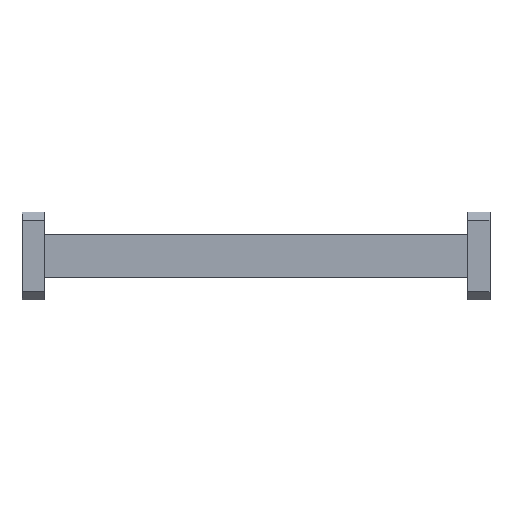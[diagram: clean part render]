
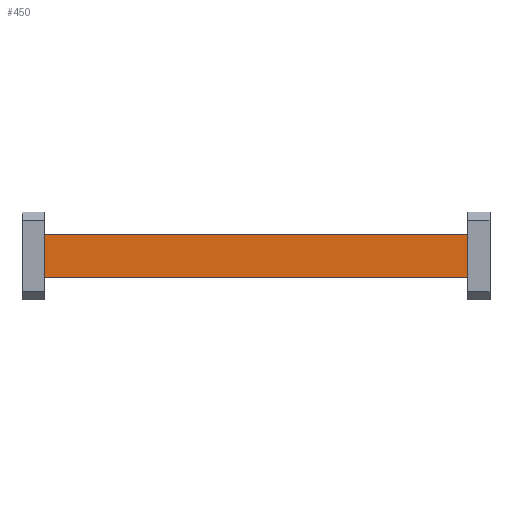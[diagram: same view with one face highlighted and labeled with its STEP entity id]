
A CAD part, front view. The second image highlights one B-rep face of the part: STEP entity #450.
In plain terms, the highlighted planar face has unit normal (0, -1, 0).
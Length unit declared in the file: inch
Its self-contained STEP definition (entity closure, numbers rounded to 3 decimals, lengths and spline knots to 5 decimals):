
#14 = ORIENTED_EDGE ( 'NONE', *, *, #434, .F. ) ;
#58 = VECTOR ( 'NONE', #1309, 39.37008 ) ;
#119 = EDGE_CURVE ( 'NONE', #1258, #1072, #1408, .T. ) ;
#128 = DIRECTION ( 'NONE',  ( 0., 0., -1. ) ) ;
#215 = PLANE ( 'NONE',  #1461 ) ;
#235 = EDGE_CURVE ( 'NONE', #826, #1533, #1044, .T. ) ;
#251 = VECTOR ( 'NONE', #128, 39.37008 ) ;
#272 = CARTESIAN_POINT ( 'NONE',  ( 3.81, -0.11, -0.18 ) ) ;
#375 = CARTESIAN_POINT ( 'NONE',  ( 0.19, -0.11, -0.18 ) ) ;
#376 = CARTESIAN_POINT ( 'NONE',  ( 3.81, -0.11, -0.18 ) ) ;
#421 = ORIENTED_EDGE ( 'NONE', *, *, #119, .T. ) ;
#422 = CARTESIAN_POINT ( 'NONE',  ( 3.81, -0.11, -0.18 ) ) ;
#425 = CARTESIAN_POINT ( 'NONE',  ( 0.19, -0.11, 0.18 ) ) ;
#434 = EDGE_CURVE ( 'NONE', #1258, #826, #495, .T. ) ;
#450 = ADVANCED_FACE ( 'NONE', ( #1243 ), #215, .F. ) ;
#489 = VECTOR ( 'NONE', #997, 39.37008 ) ;
#495 = LINE ( 'NONE', #1535, #1567 ) ;
#681 = ORIENTED_EDGE ( 'NONE', *, *, #235, .F. ) ;
#826 = VERTEX_POINT ( 'NONE', #422 ) ;
#860 = CARTESIAN_POINT ( 'NONE',  ( 3.81, -0.11, 0.18 ) ) ;
#965 = ORIENTED_EDGE ( 'NONE', *, *, #1017, .T. ) ;
#997 = DIRECTION ( 'NONE',  ( -1., 0., 0. ) ) ;
#1017 = EDGE_CURVE ( 'NONE', #1072, #1533, #1285, .T. ) ;
#1029 = DIRECTION ( 'NONE',  ( 0., 0., -1. ) ) ;
#1044 = LINE ( 'NONE', #272, #58 ) ;
#1072 = VERTEX_POINT ( 'NONE', #425 ) ;
#1165 = CARTESIAN_POINT ( 'NONE',  ( 0.19, -0.11, -0.18 ) ) ;
#1221 = EDGE_LOOP ( 'NONE', ( #965, #681, #14, #421 ) ) ;
#1243 = FACE_OUTER_BOUND ( 'NONE', #1221, .T. ) ;
#1258 = VERTEX_POINT ( 'NONE', #860 ) ;
#1285 = LINE ( 'NONE', #1165, #251 ) ;
#1309 = DIRECTION ( 'NONE',  ( -1., 0., 0. ) ) ;
#1393 = DIRECTION ( 'NONE',  ( 0., 1., 0. ) ) ;
#1404 = DIRECTION ( 'NONE',  ( 0., 0., 1. ) ) ;
#1408 = LINE ( 'NONE', #1510, #489 ) ;
#1461 = AXIS2_PLACEMENT_3D ( 'NONE', #376, #1393, #1404 ) ;
#1510 = CARTESIAN_POINT ( 'NONE',  ( 3.81, -0.11, 0.18 ) ) ;
#1533 = VERTEX_POINT ( 'NONE', #375 ) ;
#1535 = CARTESIAN_POINT ( 'NONE',  ( 3.81, -0.11, -0.18 ) ) ;
#1567 = VECTOR ( 'NONE', #1029, 39.37008 ) ;
